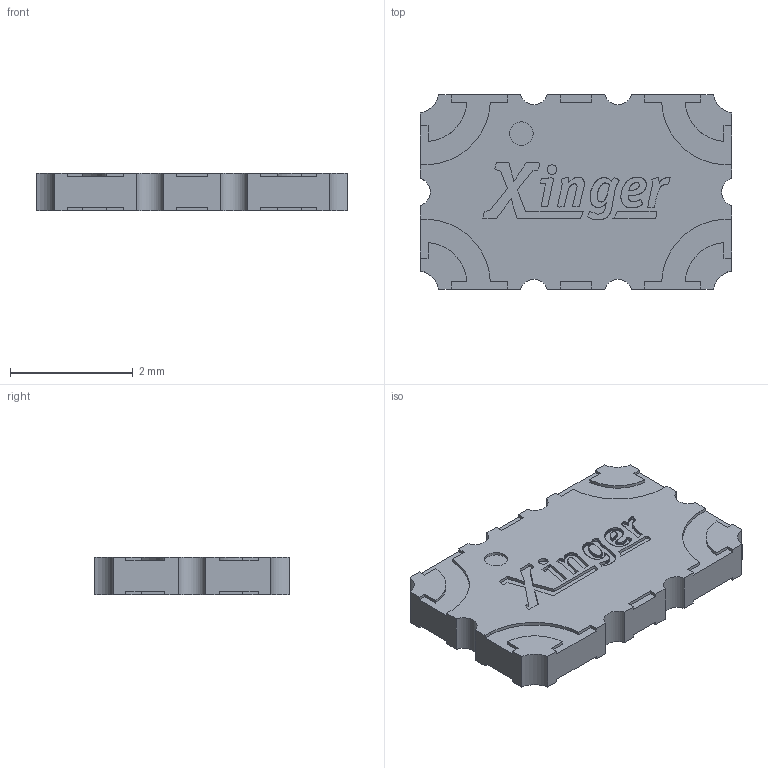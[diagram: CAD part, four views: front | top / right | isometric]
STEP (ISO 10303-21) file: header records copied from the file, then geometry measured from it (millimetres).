
FILE_DESCRIPTION (( 'STEP AP203' ), '1' );
FILE_NAME ('XM0812F1-20G.STEP', '2025-01-09T13:51:39', ( '' ), ( '' ), 'SwSTEP 2.0', 'SolidWorks 2023', '' );
FILE_SCHEMA (( 'CONFIG_CONTROL_DESIGN' ));
Length unit declared in the file: inch
Products named in the file (1): XM0812F1-20G
Bounding box: 5.08 x 3.17 x 0.61 mm (x, y, z)
Volume: 9.1 mm3; surface area: 43.6 mm2
Topology: 1 solids, 1 shells, 886 faces, 2616 edges, 1744 vertices
Faces by surface type: plane 858, cylinder 28
Entity records: 29055 total; most frequent: CARTESIAN_POINT 5247, ORIENTED_EDGE 5232, DIRECTION 4446, EDGE_CURVE 2616, VECTOR 2560, LINE 2560, VERTEX_POINT 1744, AXIS2_PLACEMENT_3D 943
